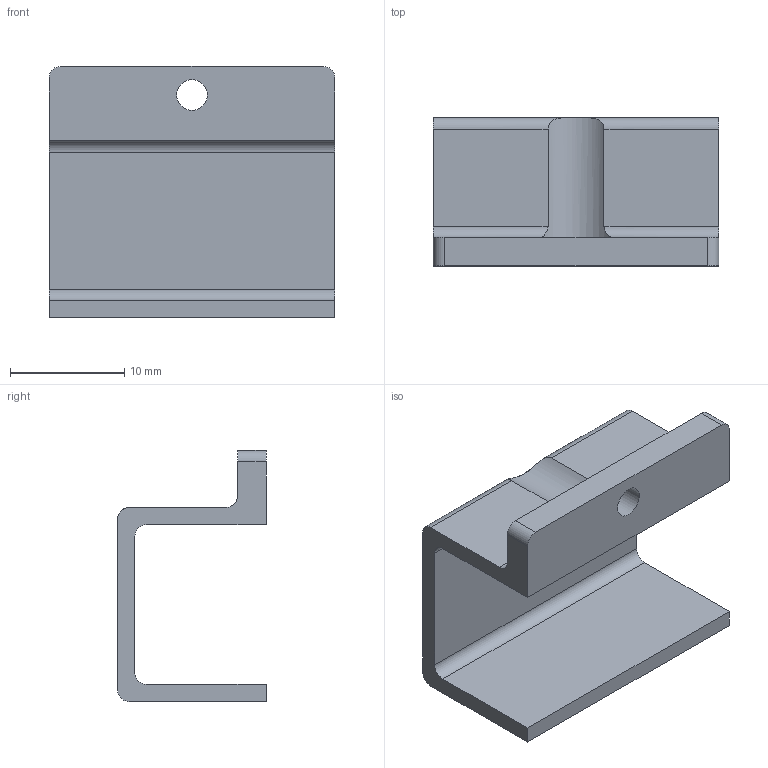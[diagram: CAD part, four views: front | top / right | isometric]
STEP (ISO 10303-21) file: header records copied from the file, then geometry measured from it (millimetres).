
FILE_DESCRIPTION(/* description */ (''),/* implementation_level */ '2;1');
FILE_NAME(/* name */ 'capot.stp',/* time_stamp */ '2015-03-19T16:23:57+01:00',/* author */ ('sd'),/* organization */ (''),/* preprocessor_version */ 'ST-DEVELOPER v15.2',/* originating_system */ 'Autodesk Inventor 2014',/* authorisation */ '');
FILE_SCHEMA (('AUTOMOTIVE_DESIGN { 1 0 10303 214 3 1 1 }'));
Length unit declared in the file: millimetre
Products named in the file (1): capot
Bounding box: 25 x 13 x 22 mm (x, y, z)
Volume: 1766.9 mm3; surface area: 2433.2 mm2
Topology: 1 solids, 1 shells, 24 faces, 65 edges, 43 vertices
Faces by surface type: plane 13, cylinder 11
Full cylindrical faces by diameter (mm): 2.7 x1
Entity records: 817 total; most frequent: CARTESIAN_POINT 176, ORIENTED_EDGE 128, DIRECTION 127, EDGE_CURVE 64, LINE 43, VECTOR 43, VERTEX_POINT 43, AXIS2_PLACEMENT_3D 42
